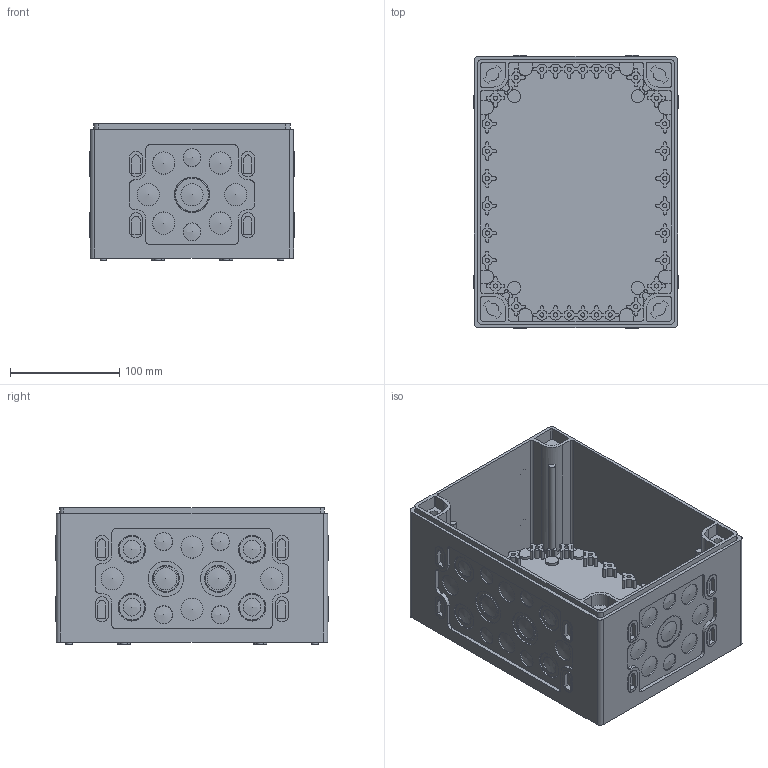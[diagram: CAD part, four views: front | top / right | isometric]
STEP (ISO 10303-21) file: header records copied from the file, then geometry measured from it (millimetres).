
FILE_DESCRIPTION( ( 'STEP AP214' ), '1' );
FILE_NAME( 'u_ci23e.stp', '2021-04-09T07:39:21', ( 'License CC BY-ND 4.0' ), ( 'CADENAS' ), ' ', 'PARTsolutions', ' ' );
FILE_SCHEMA( ( 'AUTOMOTIVE_DESIGN { 1 0 10303 214 1 1 1 1 }' ) );
Length unit declared in the file: millimetre
Products named in the file (1): _038793
Bounding box: 187.5 x 250 x 125 mm (x, y, z)
Volume: 865142.9 mm3; surface area: 339749.5 mm2
Topology: 1 solids, 1 shells, 1219 faces, 3223 edges, 2150 vertices
Faces by surface type: plane 678, cylinder 412, cone 60, sphere 51, torus 18
Full cylindrical faces by diameter (mm): 3.85 x32, 6 x8, 6.5 x4, 8 x4, 12 x8
Entity records: 45852 total; most frequent: DIRECTION 6414, CARTESIAN_POINT 6202, ORIENTED_EDGE 5824, EDGE_CURVE 2912, AXIS2_PLACEMENT_3D 2283, VERTEX_POINT 2071, LINE 1848, VECTOR 1848
